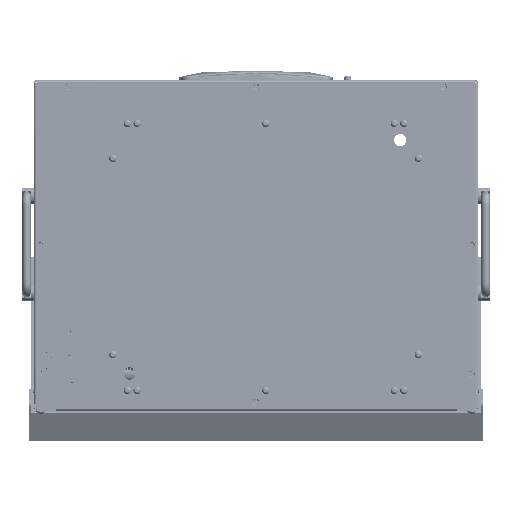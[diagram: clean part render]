
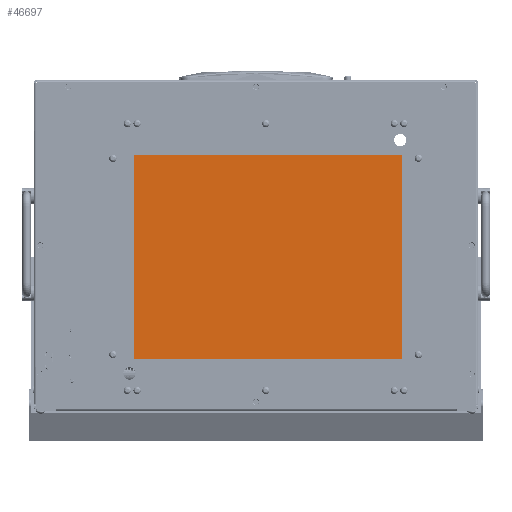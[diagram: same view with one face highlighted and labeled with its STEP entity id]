
A CAD part, front view. The second image highlights one B-rep face of the part: STEP entity #46697.
In plain terms, the highlighted planar face has unit normal (0, -1, 0).
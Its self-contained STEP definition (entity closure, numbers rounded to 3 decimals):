
#961 = CARTESIAN_POINT ( 'NONE',  ( 135.25, -4.5, -105.65 ) ) ;
#5125 = DIRECTION ( 'NONE',  ( 0., 0., -1. ) ) ;
#9724 = VECTOR ( 'NONE', #36526, 1000. ) ;
#9878 = CARTESIAN_POINT ( 'NONE',  ( 135.25, -4.5, 105.65 ) ) ;
#11642 = PLANE ( 'NONE',  #68877 ) ;
#18156 = CARTESIAN_POINT ( 'NONE',  ( 135.25, -4.5, 105.65 ) ) ;
#21264 = ORIENTED_EDGE ( 'NONE', *, *, #51462, .T. ) ;
#23540 = CARTESIAN_POINT ( 'NONE',  ( 135.25, -4.5, -105.65 ) ) ;
#25992 = ORIENTED_EDGE ( 'NONE', *, *, #35363, .T. ) ;
#27290 = CARTESIAN_POINT ( 'NONE',  ( -141.75, -4.5, 105.65 ) ) ;
#31309 = LINE ( 'NONE', #57740, #9724 ) ;
#35363 = EDGE_CURVE ( 'NONE', #37069, #72032, #66401, .T. ) ;
#36526 = DIRECTION ( 'NONE',  ( 0., 0., 1. ) ) ;
#37069 = VERTEX_POINT ( 'NONE', #27290 ) ;
#38082 = DIRECTION ( 'NONE',  ( 0., -1., 0. ) ) ;
#42043 = LINE ( 'NONE', #68519, #67505 ) ;
#45601 = CARTESIAN_POINT ( 'NONE',  ( -141.75, -4.5, -105.65 ) ) ;
#46590 = EDGE_CURVE ( 'NONE', #80808, #37069, #42043, .T. ) ;
#46697 = ADVANCED_FACE ( 'NONE', ( #64563 ), #11642, .T. ) ;
#49652 = EDGE_LOOP ( 'NONE', ( #21264, #50312, #25992, #65268 ) ) ;
#50312 = ORIENTED_EDGE ( 'NONE', *, *, #46590, .T. ) ;
#51462 = EDGE_CURVE ( 'NONE', #85672, #80808, #31309, .T. ) ;
#57740 = CARTESIAN_POINT ( 'NONE',  ( 135.25, -4.5, -105.65 ) ) ;
#59855 = CARTESIAN_POINT ( 'NONE',  ( -141.75, -4.5, -105.65 ) ) ;
#64028 = VECTOR ( 'NONE', #67353, 1000. ) ;
#64111 = EDGE_CURVE ( 'NONE', #72032, #85672, #75557, .T. ) ;
#64563 = FACE_OUTER_BOUND ( 'NONE', #49652, .T. ) ;
#65268 = ORIENTED_EDGE ( 'NONE', *, *, #64111, .T. ) ;
#66401 = LINE ( 'NONE', #59855, #74610 ) ;
#67353 = DIRECTION ( 'NONE',  ( 1., 0., 0. ) ) ;
#67505 = VECTOR ( 'NONE', #80240, 1000. ) ;
#68519 = CARTESIAN_POINT ( 'NONE',  ( 135.25, -4.5, 105.65 ) ) ;
#68877 = AXIS2_PLACEMENT_3D ( 'NONE', #18156, #38082, #5125 ) ;
#72032 = VERTEX_POINT ( 'NONE', #45601 ) ;
#74610 = VECTOR ( 'NONE', #84732, 1000. ) ;
#75557 = LINE ( 'NONE', #961, #64028 ) ;
#80240 = DIRECTION ( 'NONE',  ( -1., 0., 0. ) ) ;
#80808 = VERTEX_POINT ( 'NONE', #9878 ) ;
#84732 = DIRECTION ( 'NONE',  ( 0., 0., -1. ) ) ;
#85672 = VERTEX_POINT ( 'NONE', #23540 ) ;
